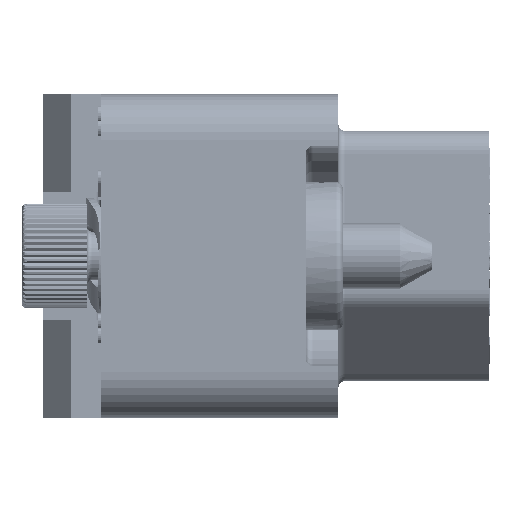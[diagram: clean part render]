
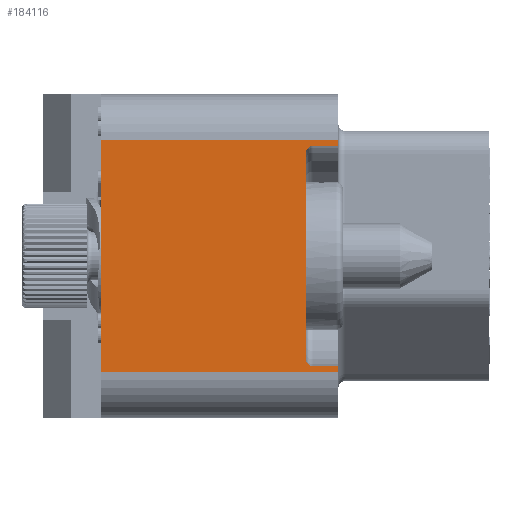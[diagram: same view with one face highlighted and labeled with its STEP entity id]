
A CAD part, left-side view. The second image highlights one B-rep face of the part: STEP entity #184116.
In plain terms, the highlighted planar face has unit normal (-1, 0, 0).
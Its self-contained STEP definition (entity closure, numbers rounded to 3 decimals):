
#3835=DIRECTION('',(0.,-1.,0.));
#3836=VECTOR('',#3835,10.25);
#3837=CARTESIAN_POINT('',(-40.,10.25,5.));
#3838=LINE('',#3837,#3836);
#3988=DIRECTION('',(0.,0.,1.));
#3989=VECTOR('',#3988,8.9);
#3990=CARTESIAN_POINT('',(-40.,1.4,-4.45));
#3991=LINE('',#3990,#3989);
#3992=DIRECTION('',(0.,1.,0.));
#3993=VECTOR('',#3992,1.1);
#3994=CARTESIAN_POINT('',(-40.,0.,-4.75));
#3995=LINE('',#3994,#3993);
#3996=DIRECTION('',(0.,0.,-1.));
#3997=VECTOR('',#3996,0.25);
#3998=CARTESIAN_POINT('',(-40.,0.,-4.75));
#3999=LINE('',#3998,#3997);
#4000=DIRECTION('',(0.,0.,-1.));
#4001=VECTOR('',#4000,0.25);
#4002=CARTESIAN_POINT('',(-40.,0.,5.));
#4003=LINE('',#4002,#4001);
#4004=DIRECTION('',(0.,1.,0.));
#4005=VECTOR('',#4004,1.1);
#4006=CARTESIAN_POINT('',(-40.,0.,4.75));
#4007=LINE('',#4006,#4005);
#4031=CARTESIAN_POINT('',(-40.,1.1,-4.45));
#4032=DIRECTION('',(1.,0.,0.));
#4033=DIRECTION('',(0.,0.,-1.));
#4034=AXIS2_PLACEMENT_3D('',#4031,#4032,#4033);
#4055=CARTESIAN_POINT('',(-40.,1.1,4.45));
#4056=DIRECTION('',(1.,0.,0.));
#4057=DIRECTION('',(0.,1.,0.));
#4058=AXIS2_PLACEMENT_3D('',#4055,#4056,#4057);
#4363=DIRECTION('',(0.,0.,-1.));
#4364=VECTOR('',#4363,10.);
#4365=CARTESIAN_POINT('',(-40.,10.25,5.));
#4366=LINE('',#4365,#4364);
#4908=DIRECTION('',(0.,1.,0.));
#4909=VECTOR('',#4908,10.25);
#4910=CARTESIAN_POINT('',(-40.,0.,-5.));
#4911=LINE('',#4910,#4909);
#156540=CARTESIAN_POINT('',(-40.,0.,5.));
#156542=VERTEX_POINT('',#156540);
#156543=CARTESIAN_POINT('',(-40.,10.25,5.));
#156544=VERTEX_POINT('',#156543);
#156548=CARTESIAN_POINT('',(-40.,10.25,-5.));
#156550=VERTEX_POINT('',#156548);
#156551=CARTESIAN_POINT('',(-40.,0.,-5.));
#156552=VERTEX_POINT('',#156551);
#156563=CARTESIAN_POINT('',(-40.,0.,-4.75));
#156565=VERTEX_POINT('',#156563);
#156569=CARTESIAN_POINT('',(-40.,0.,4.75));
#156570=VERTEX_POINT('',#156569);
#156708=CARTESIAN_POINT('',(-40.,1.4,-4.45));
#156710=VERTEX_POINT('',#156708);
#156712=CARTESIAN_POINT('',(-40.,1.1,-4.75));
#156714=VERTEX_POINT('',#156712);
#156719=CARTESIAN_POINT('',(-40.,1.4,4.45));
#156720=VERTEX_POINT('',#156719);
#156721=CARTESIAN_POINT('',(-40.,1.1,4.75));
#156722=VERTEX_POINT('',#156721);
#184092=CARTESIAN_POINT('',(-40.,0.,7.));
#184093=DIRECTION('',(-1.,0.,0.));
#184094=DIRECTION('',(0.,1.,0.));
#184095=AXIS2_PLACEMENT_3D('',#184092,#184093,#184094);
#184096=PLANE('',#184095);
#184098=ORIENTED_EDGE('',*,*,#184097,.F.);
#184100=ORIENTED_EDGE('',*,*,#184099,.F.);
#184102=ORIENTED_EDGE('',*,*,#184101,.F.);
#184103=ORIENTED_EDGE('',*,*,#183450,.T.);
#184105=ORIENTED_EDGE('',*,*,#184104,.T.);
#184107=ORIENTED_EDGE('',*,*,#184106,.F.);
#184108=ORIENTED_EDGE('',*,*,#183867,.T.);
#184109=ORIENTED_EDGE('',*,*,#183458,.T.);
#184111=ORIENTED_EDGE('',*,*,#184110,.T.);
#184113=ORIENTED_EDGE('',*,*,#184112,.F.);
#184114=EDGE_LOOP('',(#184098,#184100,#184102,#184103,#184105,#184107,#184108,
#184109,#184111,#184113));
#184115=FACE_OUTER_BOUND('',#184114,.F.);
#184116=ADVANCED_FACE('',(#184115),#184096,.T.);
#4035=CIRCLE('',#4034,0.3);
#4059=CIRCLE('',#4058,0.3);
#183450=EDGE_CURVE('',#156565,#156552,#3999,.T.);
#183458=EDGE_CURVE('',#156542,#156570,#4003,.T.);
#183867=EDGE_CURVE('',#156544,#156542,#3838,.T.);
#184097=EDGE_CURVE('',#156710,#156720,#3991,.T.);
#184099=EDGE_CURVE('',#156714,#156710,#4035,.T.);
#184101=EDGE_CURVE('',#156565,#156714,#3995,.T.);
#184104=EDGE_CURVE('',#156552,#156550,#4911,.T.);
#184106=EDGE_CURVE('',#156544,#156550,#4366,.T.);
#184110=EDGE_CURVE('',#156570,#156722,#4007,.T.);
#184112=EDGE_CURVE('',#156720,#156722,#4059,.T.);
